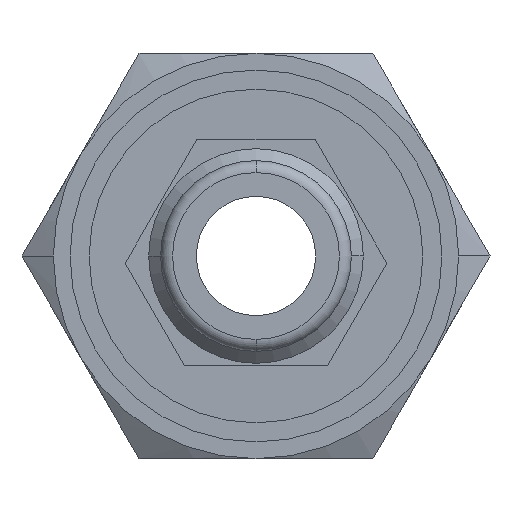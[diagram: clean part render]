
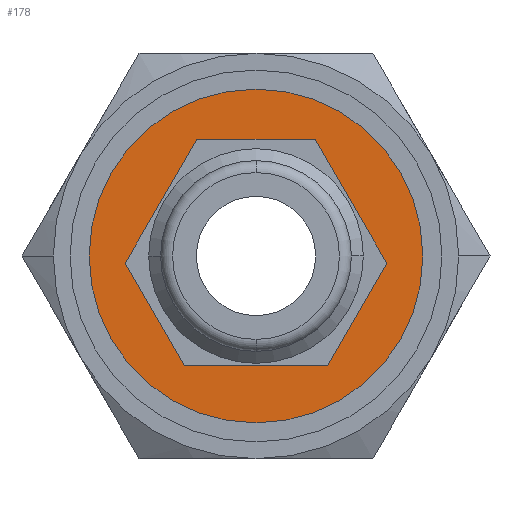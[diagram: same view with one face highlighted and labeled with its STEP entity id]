
A CAD part, front view. The second image highlights one B-rep face of the part: STEP entity #178.
In plain terms, the highlighted planar face has unit normal (0, -1, 0).
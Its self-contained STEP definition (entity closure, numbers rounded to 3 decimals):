
#178=ADVANCED_FACE('',(#374,#375),#376,.T.);
#374=FACE_OUTER_BOUND('',#581,.T.);
#375=FACE_BOUND('',#582,.T.);
#376=PLANE('',#583);
#581=EDGE_LOOP('',(#1020,#1021));
#582=EDGE_LOOP('',(#1022,#1023));
#583=AXIS2_PLACEMENT_3D('',#1024,#1025,#1026);
#1020=ORIENTED_EDGE('',*,*,#1230,.T.);
#1021=ORIENTED_EDGE('',*,*,#1344,.T.);
#1022=ORIENTED_EDGE('',*,*,#1347,.F.);
#1023=ORIENTED_EDGE('',*,*,#1317,.F.);
#1024=CARTESIAN_POINT('',(0.0,23.5,0.0));
#1025=DIRECTION('',(0.0,-1.0,0.0));
#1026=DIRECTION('',(-1.0,0.0,0.0));
#1230=EDGE_CURVE('',#1469,#1471,#1473,.T.);
#1317=EDGE_CURVE('',#1597,#1599,#1600,.T.);
#1344=EDGE_CURVE('',#1471,#1469,#1630,.T.);
#1347=EDGE_CURVE('',#1599,#1597,#1633,.T.);
#1469=VERTEX_POINT('',#1866);
#1471=VERTEX_POINT('',#1869);
#1473=CIRCLE('',#1872,7.0);
#1597=VERTEX_POINT('',#2163);
#1599=VERTEX_POINT('',#2166);
#1600=CIRCLE('',#2167,4.5);
#1630=CIRCLE('',#2229,7.0);
#1633=CIRCLE('',#2232,4.5);
#1866=CARTESIAN_POINT('',(7.0,23.5,0.0));
#1869=CARTESIAN_POINT('',(-7.0,23.5,0.));
#1872=AXIS2_PLACEMENT_3D('',#2344,#2345,#2346);
#2163=CARTESIAN_POINT('',(4.5,23.5,0.));
#2166=CARTESIAN_POINT('',(-4.5,23.5,0.));
#2167=AXIS2_PLACEMENT_3D('',#2447,#2448,#2449);
#2229=AXIS2_PLACEMENT_3D('',#2475,#2476,#2477);
#2232=AXIS2_PLACEMENT_3D('',#2478,#2479,#2480);
#2344=CARTESIAN_POINT('',(0.0,23.5,0.0));
#2345=DIRECTION('',(0.0,-1.0,0.0));
#2346=DIRECTION('',(1.0,0.0,0.0));
#2447=CARTESIAN_POINT('',(0.0,23.5,0.0));
#2448=DIRECTION('',(0.0,-1.0,0.0));
#2449=DIRECTION('',(1.0,0.0,0.0));
#2475=CARTESIAN_POINT('',(0.0,23.5,0.0));
#2476=DIRECTION('',(0.0,-1.0,0.0));
#2477=DIRECTION('',(1.0,0.0,0.0));
#2478=CARTESIAN_POINT('',(0.0,23.5,0.0));
#2479=DIRECTION('',(0.0,-1.0,0.0));
#2480=DIRECTION('',(1.0,0.0,0.0));
